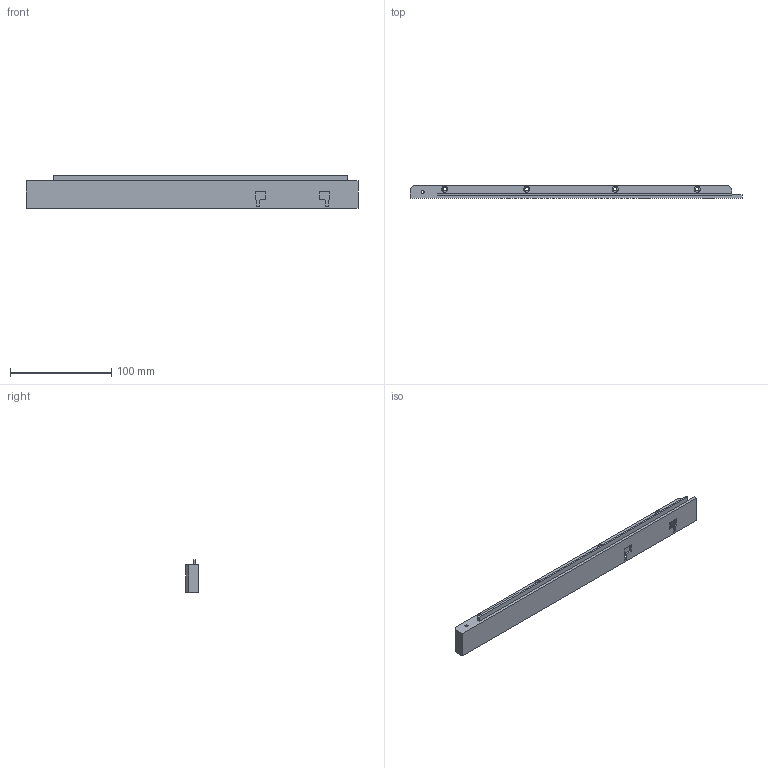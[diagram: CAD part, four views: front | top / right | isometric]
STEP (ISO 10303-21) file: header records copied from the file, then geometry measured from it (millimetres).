
FILE_DESCRIPTION(/* description */ (''),/* implementation_level */ '2;1');
FILE_NAME(/* name */ 'Door_spacer.step',/* time_stamp */ '2025-10-28T12:08:06-04:00',/* author */ (''),/* organization */ (''),/* preprocessor_version */ 'ST-DEVELOPER v20.1',/* originating_system */ 'Autodesk Translation Framework v14.17.0.0',/* authorisation */ '');
FILE_SCHEMA (('AUTOMOTIVE_DESIGN { 1 0 10303 214 3 1 1 }'));
Length unit declared in the file: millimetre
Products named in the file (1): Door_spacer
Bounding box: 328 x 12.5 x 32 mm (x, y, z)
Volume: 51170.4 mm3; surface area: 47936.8 mm2
Topology: 1 solids, 1 shells, 105 faces, 267 edges, 178 vertices
Faces by surface type: plane 88, cylinder 17
Full cylindrical faces by diameter (mm): 3 x1, 3.5 x4, 6 x4
Entity records: 3196 total; most frequent: CARTESIAN_POINT 551, ORIENTED_EDGE 534, DIRECTION 513, EDGE_CURVE 267, LINE 233, VECTOR 233, VERTEX_POINT 178, AXIS2_PLACEMENT_3D 140
